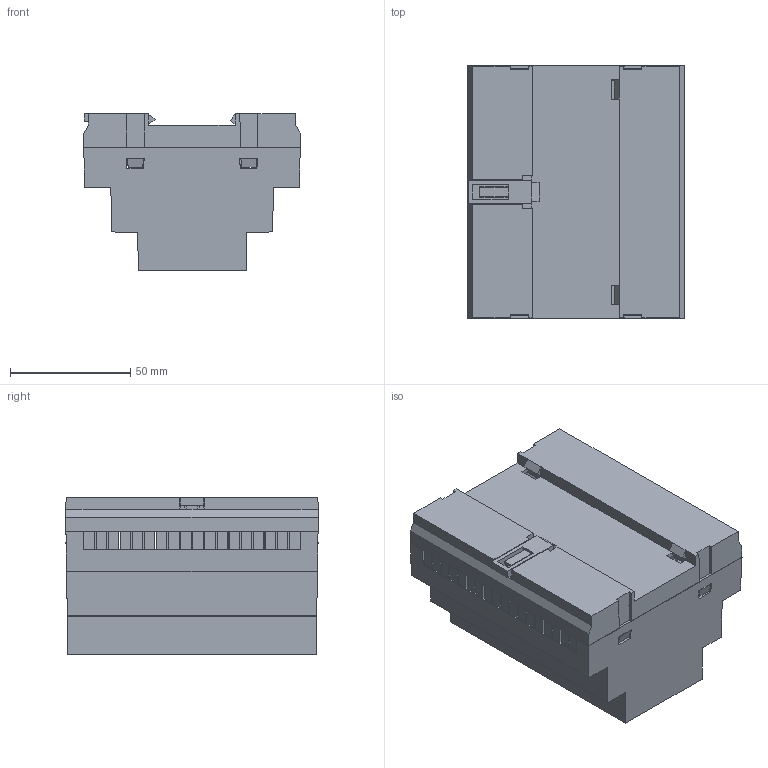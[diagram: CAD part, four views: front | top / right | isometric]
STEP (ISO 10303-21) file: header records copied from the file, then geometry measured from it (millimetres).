
FILE_DESCRIPTION(/* description */ (''),/* implementation_level */ '2;1');
FILE_NAME(/* name */ '2504240_3D.stp',/* time_stamp */ '2018-12-18T07:10:03+01:00',/* author */ ('arempel'),/* organization */ (''),/* preprocessor_version */ 'ST-DEVELOPER v16.13',/* originating_system */ 'Autodesk Inventor 2018',/* authorisation */ '');
FILE_SCHEMA (('AUTOMOTIVE_DESIGN { 1 0 10303 214 3 1 1 }'));
Length unit declared in the file: millimetre
Products named in the file (5): Z 110_3D; Z 110_UT_3D; Z 110_OT_3D; Z 110_Rasthaken_3D; Z 110_Frontplatte
Assembly tree (4 placements, depth 2):
  Z 110_3D
    Z 110_UT_3D
    Z 110_OT_3D
    Z 110_Rasthaken_3D
    Z 110_Frontplatte
Bounding box: 90 x 105 x 65.2 mm (x, y, z)
Volume: 75626 mm3; surface area: 88974.5 mm2
Topology: 4 solids, 4 shells, 1148 faces, 3545 edges, 2320 vertices
Faces by surface type: plane 952, cylinder 192, cone 4
Full cylindrical faces by diameter (mm): 2.2 x4, 3.9 x18, 4.9 x12
Entity records: 39355 total; most frequent: ORIENTED_EDGE 6958, CARTESIAN_POINT 6930, DIRECTION 6402, EDGE_CURVE 3479, LINE 2868, VECTOR 2868, VERTEX_POINT 2292, AXIS2_PLACEMENT_3D 1767
